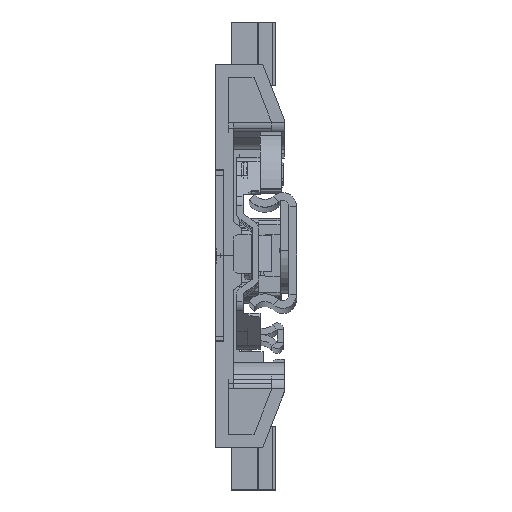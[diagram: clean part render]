
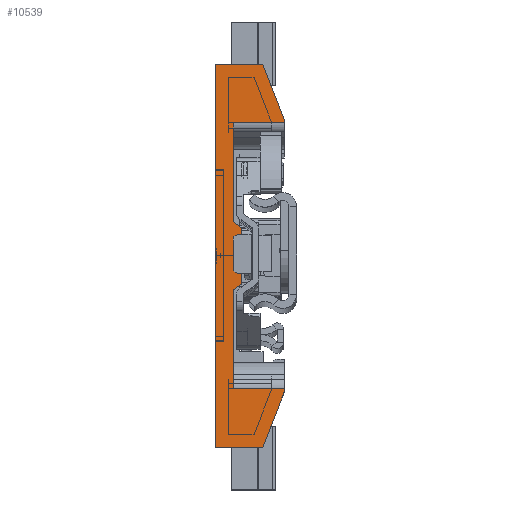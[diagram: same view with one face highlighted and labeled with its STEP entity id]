
A CAD part, top view. The second image highlights one B-rep face of the part: STEP entity #10539.
In plain terms, the highlighted face is planar.
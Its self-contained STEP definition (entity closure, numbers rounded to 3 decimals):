
#995 = CARTESIAN_POINT ( 'NONE',  ( 5., 11.144, -30. ) ) ;
#1185 = LINE ( 'NONE', #3399, #30576 ) ;
#2154 = CARTESIAN_POINT ( 'NONE',  ( 73., 11.1, -30. ) ) ;
#2441 = DIRECTION ( 'NONE',  ( 1., 0., 0. ) ) ;
#2477 = VERTEX_POINT ( 'NONE', #26527 ) ;
#2848 = EDGE_CURVE ( 'NONE', #35153, #26292, #22371, .T. ) ;
#3399 = CARTESIAN_POINT ( 'NONE',  ( 5., 11.1, -30. ) ) ;
#4624 = DIRECTION ( 'NONE',  ( 0.932, -0.362, 0. ) ) ;
#4907 = CARTESIAN_POINT ( 'NONE',  ( 81.243, 16.2, -30. ) ) ;
#5854 = CARTESIAN_POINT ( 'NONE',  ( 18.757, 4.2, -30. ) ) ;
#5982 = VECTOR ( 'NONE', #2441, 1000. ) ;
#6122 = CARTESIAN_POINT ( 'NONE',  ( 56.6, 6.2, -30. ) ) ;
#6443 = CARTESIAN_POINT ( 'NONE',  ( 42., 4.2, -30. ) ) ;
#6561 = VERTEX_POINT ( 'NONE', #20706 ) ;
#7231 = LINE ( 'NONE', #27100, #17899 ) ;
#7854 = VECTOR ( 'NONE', #20727, 1000. ) ;
#7859 = VECTOR ( 'NONE', #18129, 1000. ) ;
#8061 = DIRECTION ( 'NONE',  ( 1., 0., 0. ) ) ;
#8206 = LINE ( 'NONE', #25115, #9969 ) ;
#9139 = CARTESIAN_POINT ( 'NONE',  ( 95., 11.1, -30. ) ) ;
#9162 = DIRECTION ( 'NONE',  ( 1., 0., 0. ) ) ;
#9299 = DIRECTION ( 'NONE',  ( 0., -1., 0. ) ) ;
#9417 = VECTOR ( 'NONE', #22063, 1000. ) ;
#9574 = LINE ( 'NONE', #6443, #7854 ) ;
#9969 = VECTOR ( 'NONE', #35939, 1000. ) ;
#10124 = FACE_OUTER_BOUND ( 'NONE', #25517, .T. ) ;
#10386 = EDGE_CURVE ( 'NONE', #15806, #35027, #9574, .T. ) ;
#10539 = ADVANCED_FACE ( 'NONE', ( #10124 ), #21094, .T. ) ;
#10955 = ORIENTED_EDGE ( 'NONE', *, *, #14812, .F. ) ;
#11702 = VERTEX_POINT ( 'NONE', #34890 ) ;
#12350 = VERTEX_POINT ( 'NONE', #31282 ) ;
#12436 = VECTOR ( 'NONE', #9299, 1000. ) ;
#12772 = EDGE_CURVE ( 'NONE', #17000, #23321, #16519, .T. ) ;
#12786 = LINE ( 'NONE', #33073, #31828 ) ;
#13161 = CARTESIAN_POINT ( 'NONE',  ( 82., 16.2, -30. ) ) ;
#13209 = VECTOR ( 'NONE', #21028, 1000. ) ;
#13277 = DIRECTION ( 'NONE',  ( -1., 0., 0. ) ) ;
#13300 = ORIENTED_EDGE ( 'NONE', *, *, #29854, .T. ) ;
#13811 = ORIENTED_EDGE ( 'NONE', *, *, #14876, .T. ) ;
#13978 = ORIENTED_EDGE ( 'NONE', *, *, #17648, .T. ) ;
#14235 = EDGE_CURVE ( 'NONE', #12350, #23969, #1185, .T. ) ;
#14309 = CARTESIAN_POINT ( 'NONE',  ( 42., 4.2, -30. ) ) ;
#14812 = EDGE_CURVE ( 'NONE', #12350, #16906, #12786, .T. ) ;
#14876 = EDGE_CURVE ( 'NONE', #23321, #11702, #29724, .T. ) ;
#15706 = LINE ( 'NONE', #20923, #7859 ) ;
#15806 = VERTEX_POINT ( 'NONE', #14309 ) ;
#16329 = CARTESIAN_POINT ( 'NONE',  ( 73., 4.2, -30. ) ) ;
#16519 = LINE ( 'NONE', #36630, #18606 ) ;
#16906 = VERTEX_POINT ( 'NONE', #28311 ) ;
#17000 = VERTEX_POINT ( 'NONE', #4907 ) ;
#17148 = CARTESIAN_POINT ( 'NONE',  ( 73., 6.2, -30. ) ) ;
#17648 = EDGE_CURVE ( 'NONE', #2477, #6561, #27629, .T. ) ;
#17899 = VECTOR ( 'NONE', #21702, 1000. ) ;
#17990 = ORIENTED_EDGE ( 'NONE', *, *, #33483, .T. ) ;
#18129 = DIRECTION ( 'NONE',  ( 0.574, -0.819, 0. ) ) ;
#18372 = ORIENTED_EDGE ( 'NONE', *, *, #22782, .T. ) ;
#18545 = CARTESIAN_POINT ( 'NONE',  ( 82., 16.2, -30. ) ) ;
#18606 = VECTOR ( 'NONE', #31240, 1000. ) ;
#18738 = ORIENTED_EDGE ( 'NONE', *, *, #29497, .T. ) ;
#19458 = ORIENTED_EDGE ( 'NONE', *, *, #22224, .T. ) ;
#19459 = ORIENTED_EDGE ( 'NONE', *, *, #2848, .T. ) ;
#19567 = CARTESIAN_POINT ( 'NONE',  ( 0., 16.2, -30. ) ) ;
#20092 = LINE ( 'NONE', #9139, #12436 ) ;
#20641 = VERTEX_POINT ( 'NONE', #5854 ) ;
#20706 = CARTESIAN_POINT ( 'NONE',  ( 81.243, 4.2, -30. ) ) ;
#20714 = CARTESIAN_POINT ( 'NONE',  ( 18.757, 16.2, -30. ) ) ;
#20727 = DIRECTION ( 'NONE',  ( 0.574, 0.819, 0. ) ) ;
#20923 = CARTESIAN_POINT ( 'NONE',  ( 56.6, 6.2, -30. ) ) ;
#21028 = DIRECTION ( 'NONE',  ( 0.932, 0.362, 0. ) ) ;
#21094 = PLANE ( 'NONE',  #35808 ) ;
#21702 = DIRECTION ( 'NONE',  ( 0., 1., 0. ) ) ;
#21830 = VECTOR ( 'NONE', #8061, 1000. ) ;
#22063 = DIRECTION ( 'NONE',  ( 1., 0., 0. ) ) ;
#22224 = EDGE_CURVE ( 'NONE', #6561, #17000, #7231, .T. ) ;
#22371 = LINE ( 'NONE', #19567, #21830 ) ;
#22782 = EDGE_CURVE ( 'NONE', #23969, #35153, #34816, .T. ) ;
#23321 = VERTEX_POINT ( 'NONE', #13161 ) ;
#23463 = DIRECTION ( 'NONE',  ( 0., 1., 0. ) ) ;
#23969 = VERTEX_POINT ( 'NONE', #24739 ) ;
#24531 = VERTEX_POINT ( 'NONE', #6122 ) ;
#24739 = CARTESIAN_POINT ( 'NONE',  ( 5., 11.144, -30. ) ) ;
#25115 = CARTESIAN_POINT ( 'NONE',  ( 18.757, 11.1, -30. ) ) ;
#25517 = EDGE_LOOP ( 'NONE', ( #13811, #18738, #10955, #32851, #18372, #19459, #32641, #13300, #29604, #34965, #17990, #13978, #19458, #30282 ) ) ;
#25892 = LINE ( 'NONE', #17148, #33088 ) ;
#26292 = VERTEX_POINT ( 'NONE', #20714 ) ;
#26527 = CARTESIAN_POINT ( 'NONE',  ( 58., 4.2, -30. ) ) ;
#26552 = EDGE_CURVE ( 'NONE', #35027, #24531, #25892, .T. ) ;
#27047 = VECTOR ( 'NONE', #4624, 1000. ) ;
#27100 = CARTESIAN_POINT ( 'NONE',  ( 81.243, 11.1, -30. ) ) ;
#27629 = LINE ( 'NONE', #35467, #9417 ) ;
#28073 = EDGE_CURVE ( 'NONE', #26292, #20641, #8206, .T. ) ;
#28311 = CARTESIAN_POINT ( 'NONE',  ( 95., 0., -30. ) ) ;
#29497 = EDGE_CURVE ( 'NONE', #11702, #16906, #20092, .T. ) ;
#29604 = ORIENTED_EDGE ( 'NONE', *, *, #10386, .T. ) ;
#29724 = LINE ( 'NONE', #18545, #27047 ) ;
#29854 = EDGE_CURVE ( 'NONE', #20641, #15806, #33107, .T. ) ;
#30282 = ORIENTED_EDGE ( 'NONE', *, *, #12772, .T. ) ;
#30471 = DIRECTION ( 'NONE',  ( 1., 0., 0. ) ) ;
#30576 = VECTOR ( 'NONE', #23463, 1000. ) ;
#31240 = DIRECTION ( 'NONE',  ( 1., 0., 0. ) ) ;
#31282 = CARTESIAN_POINT ( 'NONE',  ( 5., 0., -30. ) ) ;
#31828 = VECTOR ( 'NONE', #30471, 1000. ) ;
#32641 = ORIENTED_EDGE ( 'NONE', *, *, #28073, .T. ) ;
#32851 = ORIENTED_EDGE ( 'NONE', *, *, #14235, .T. ) ;
#33010 = DIRECTION ( 'NONE',  ( 0., 0., -1. ) ) ;
#33073 = CARTESIAN_POINT ( 'NONE',  ( 0., 0., -30. ) ) ;
#33088 = VECTOR ( 'NONE', #9162, 1000. ) ;
#33107 = LINE ( 'NONE', #16329, #5982 ) ;
#33483 = EDGE_CURVE ( 'NONE', #24531, #2477, #15706, .T. ) ;
#34314 = CARTESIAN_POINT ( 'NONE',  ( 43.4, 6.2, -30. ) ) ;
#34816 = LINE ( 'NONE', #995, #13209 ) ;
#34890 = CARTESIAN_POINT ( 'NONE',  ( 95., 11.144, -30. ) ) ;
#34965 = ORIENTED_EDGE ( 'NONE', *, *, #26552, .T. ) ;
#35027 = VERTEX_POINT ( 'NONE', #34314 ) ;
#35153 = VERTEX_POINT ( 'NONE', #35590 ) ;
#35467 = CARTESIAN_POINT ( 'NONE',  ( 73., 4.2, -30. ) ) ;
#35590 = CARTESIAN_POINT ( 'NONE',  ( 18., 16.2, -30. ) ) ;
#35808 = AXIS2_PLACEMENT_3D ( 'NONE', #2154, #33010, #13277 ) ;
#35939 = DIRECTION ( 'NONE',  ( 0., -1., 0. ) ) ;
#36630 = CARTESIAN_POINT ( 'NONE',  ( 0., 16.2, -30. ) ) ;
